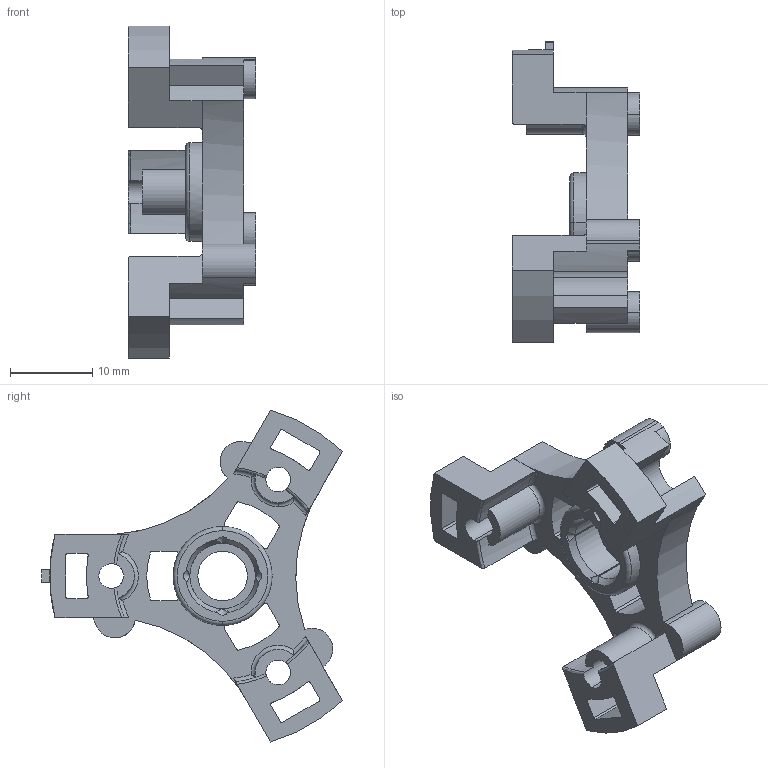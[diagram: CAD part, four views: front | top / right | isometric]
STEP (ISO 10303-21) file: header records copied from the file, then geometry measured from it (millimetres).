
FILE_DESCRIPTION (( 'STEP AP203' ), '1' );
FILE_NAME ('綴傷裔.STEP', '2021-06-11T02:40:19', ( '' ), ( '' ), 'SwSTEP 2.0', 'SolidWorks 2021', '' );
FILE_SCHEMA (( 'CONFIG_CONTROL_DESIGN' ));
Length unit declared in the file: millimetre
Products named in the file (1): 綴傷裔
Bounding box: 15.5 x 36.48 x 40.26 mm (x, y, z)
Volume: 3244.4 mm3; surface area: 3766.9 mm2
Topology: 1 solids, 1 shells, 202 faces, 575 edges, 371 vertices
Faces by surface type: cylinder 100, plane 62, cone 22, torus 18
Entity records: 6923 total; most frequent: CARTESIAN_POINT 1385, DIRECTION 1216, ORIENTED_EDGE 1150, EDGE_CURVE 575, AXIS2_PLACEMENT_3D 486, VERTEX_POINT 371, CIRCLE 283, VECTOR 244
